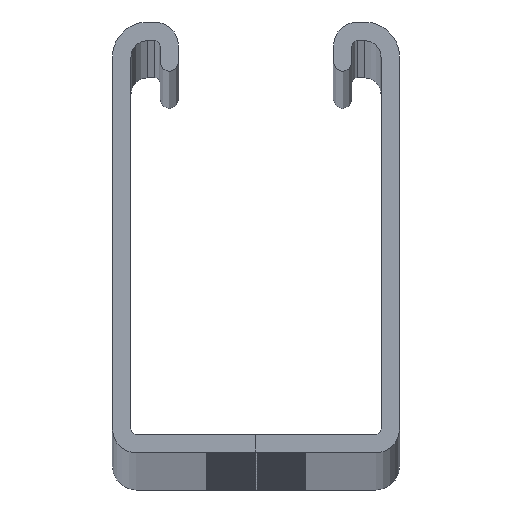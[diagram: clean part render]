
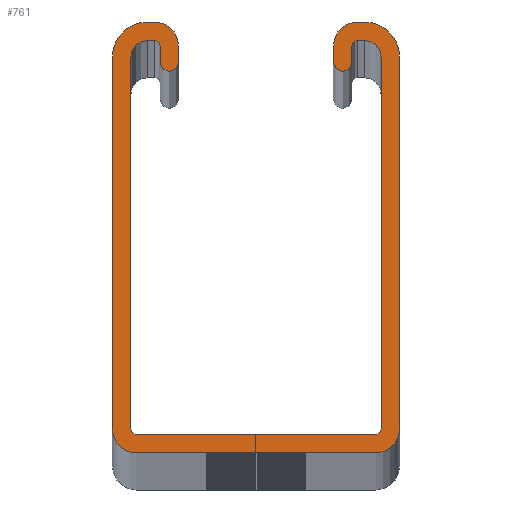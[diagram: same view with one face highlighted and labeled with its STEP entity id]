
A CAD part, top view. The second image highlights one B-rep face of the part: STEP entity #761.
In plain terms, the highlighted planar face has unit normal (0, 0, 1).
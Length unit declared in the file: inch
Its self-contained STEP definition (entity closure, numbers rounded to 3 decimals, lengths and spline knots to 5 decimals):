
#761=ADVANCED_FACE('',(#1732),#1733,.T.);
#1732=FACE_OUTER_BOUND('',#3779,.T.);
#1733=PLANE('',#3780);
#3779=EDGE_LOOP('',(#6570,#6571,#6572,#6573,#6574,#6575,#6576,#6577,#6578,#6579,#6580,#6581,#6582,#6583,#6584,#6585,#6586,#6587,#6588,#6589,#6590,#6591,#6592,#6593,#6594,#6595,#6596,#6597));
#3780=AXIS2_PLACEMENT_3D('',#6598,#6599,#6600);
#6570=ORIENTED_EDGE('',*,*,#9365,.F.);
#6571=ORIENTED_EDGE('',*,*,#9458,.F.);
#6572=ORIENTED_EDGE('',*,*,#9372,.F.);
#6573=ORIENTED_EDGE('',*,*,#9459,.F.);
#6574=ORIENTED_EDGE('',*,*,#9460,.F.);
#6575=ORIENTED_EDGE('',*,*,#8891,.F.);
#6576=ORIENTED_EDGE('',*,*,#9461,.F.);
#6577=ORIENTED_EDGE('',*,*,#9173,.F.);
#6578=ORIENTED_EDGE('',*,*,#8816,.F.);
#6579=ORIENTED_EDGE('',*,*,#9462,.F.);
#6580=ORIENTED_EDGE('',*,*,#9463,.F.);
#6581=ORIENTED_EDGE('',*,*,#9464,.F.);
#6582=ORIENTED_EDGE('',*,*,#9465,.F.);
#6583=ORIENTED_EDGE('',*,*,#8916,.F.);
#6584=ORIENTED_EDGE('',*,*,#8702,.F.);
#6585=ORIENTED_EDGE('',*,*,#9466,.F.);
#6586=ORIENTED_EDGE('',*,*,#9097,.F.);
#6587=ORIENTED_EDGE('',*,*,#9467,.F.);
#6588=ORIENTED_EDGE('',*,*,#9468,.F.);
#6589=ORIENTED_EDGE('',*,*,#9426,.F.);
#6590=ORIENTED_EDGE('',*,*,#9469,.F.);
#6591=ORIENTED_EDGE('',*,*,#9201,.F.);
#6592=ORIENTED_EDGE('',*,*,#9470,.F.);
#6593=ORIENTED_EDGE('',*,*,#9153,.F.);
#6594=ORIENTED_EDGE('',*,*,#9471,.F.);
#6595=ORIENTED_EDGE('',*,*,#9472,.F.);
#6596=ORIENTED_EDGE('',*,*,#9473,.F.);
#6597=ORIENTED_EDGE('',*,*,#9158,.F.);
#6598=CARTESIAN_POINT('',(0.8125,1.11119,120.0));
#6599=DIRECTION('',(0.0,0.0,1.0));
#6600=DIRECTION('',(1.0,0.0,0.0));
#8702=EDGE_CURVE('',#10297,#10298,#10299,.T.);
#8816=EDGE_CURVE('',#10501,#10502,#10503,.T.);
#8891=EDGE_CURVE('',#10636,#10637,#10638,.T.);
#8916=EDGE_CURVE('',#10298,#10681,#10682,.T.);
#9097=EDGE_CURVE('',#10990,#10991,#10992,.T.);
#9153=EDGE_CURVE('',#11080,#11081,#11082,.T.);
#9158=EDGE_CURVE('',#11089,#11090,#11091,.T.);
#9173=EDGE_CURVE('',#10502,#11116,#11117,.T.);
#9201=EDGE_CURVE('',#11158,#11159,#11160,.T.);
#9365=EDGE_CURVE('',#11424,#11089,#11425,.T.);
#9372=EDGE_CURVE('',#11434,#11435,#11436,.T.);
#9426=EDGE_CURVE('',#11512,#11513,#11514,.T.);
#9458=EDGE_CURVE('',#11435,#11424,#11566,.T.);
#9459=EDGE_CURVE('',#11567,#11434,#11568,.T.);
#9460=EDGE_CURVE('',#10637,#11567,#11569,.T.);
#9461=EDGE_CURVE('',#11116,#10636,#11570,.T.);
#9462=EDGE_CURVE('',#11571,#10501,#11572,.T.);
#9463=EDGE_CURVE('',#11573,#11571,#11574,.T.);
#9464=EDGE_CURVE('',#11575,#11573,#11576,.T.);
#9465=EDGE_CURVE('',#10681,#11575,#11577,.T.);
#9466=EDGE_CURVE('',#10991,#10297,#11578,.T.);
#9467=EDGE_CURVE('',#11579,#10990,#11580,.T.);
#9468=EDGE_CURVE('',#11513,#11579,#11581,.T.);
#9469=EDGE_CURVE('',#11159,#11512,#11582,.T.);
#9470=EDGE_CURVE('',#11081,#11158,#11583,.T.);
#9471=EDGE_CURVE('',#11584,#11080,#11585,.T.);
#9472=EDGE_CURVE('',#11586,#11584,#11587,.T.);
#9473=EDGE_CURVE('',#11090,#11586,#11588,.T.);
#10297=VERTEX_POINT('',#12692);
#10298=VERTEX_POINT('',#12693);
#10299=CIRCLE('',#12694,0.19875);
#10501=VERTEX_POINT('',#13041);
#10502=VERTEX_POINT('',#13042);
#10503=CIRCLE('',#13043,0.03125);
#10636=VERTEX_POINT('',#13266);
#10637=VERTEX_POINT('',#13267);
#10638=LINE('',#13268,#13269);
#10681=VERTEX_POINT('',#13347);
#10682=LINE('',#13348,#13349);
#10990=VERTEX_POINT('',#13898);
#10991=VERTEX_POINT('',#13899);
#10992=CIRCLE('',#13900,0.13625);
#11080=VERTEX_POINT('',#14061);
#11081=VERTEX_POINT('',#14062);
#11082=LINE('',#14063,#14064);
#11089=VERTEX_POINT('',#14074);
#11090=VERTEX_POINT('',#14075);
#11091=LINE('',#14076,#14077);
#11116=VERTEX_POINT('',#14121);
#11117=LINE('',#14122,#14123);
#11158=VERTEX_POINT('',#14200);
#11159=VERTEX_POINT('',#14201);
#11160=LINE('',#14202,#14203);
#11424=VERTEX_POINT('',#14677);
#11425=CIRCLE('',#14678,0.09375);
#11434=VERTEX_POINT('',#14691);
#11435=VERTEX_POINT('',#14692);
#11436=CIRCLE('',#14693,0.03125);
#11512=VERTEX_POINT('',#14848);
#11513=VERTEX_POINT('',#14849);
#11514=LINE('',#14850,#14851);
#11566=LINE('',#14939,#14940);
#11567=VERTEX_POINT('',#14941);
#11568=LINE('',#14942,#14943);
#11569=CIRCLE('',#14944,0.03125);
#11570=CIRCLE('',#14945,0.09375);
#11571=VERTEX_POINT('',#14946);
#11572=LINE('',#14947,#14948);
#11573=VERTEX_POINT('',#14949);
#11574=CIRCLE('',#14950,0.0525);
#11575=VERTEX_POINT('',#14951);
#11576=LINE('',#14952,#14953);
#11577=CIRCLE('',#14954,0.13625);
#11578=LINE('',#14955,#14956);
#11579=VERTEX_POINT('',#14957);
#11580=LINE('',#14958,#14959);
#11581=CIRCLE('',#14960,0.13625);
#11582=CIRCLE('',#14961,0.19875);
#11583=CIRCLE('',#14962,0.13625);
#11584=VERTEX_POINT('',#14963);
#11585=CIRCLE('',#14964,0.0525);
#11586=VERTEX_POINT('',#14965);
#11587=LINE('',#14966,#14967);
#11588=CIRCLE('',#14968,0.03125);
#12692=CARTESIAN_POINT('',(0.,2.23875,120.0));
#12693=CARTESIAN_POINT('',(0.19875,2.4375,120.0));
#12694=AXIS2_PLACEMENT_3D('',#16992,#16993,#16994);
#13041=CARTESIAN_POINT('',(0.27,2.30125,120.0));
#13042=CARTESIAN_POINT('',(0.23875,2.3325,120.0));
#13043=AXIS2_PLACEMENT_3D('',#17059,#17060,#17061);
#13266=CARTESIAN_POINT('',(0.105,2.23875,120.0));
#13267=CARTESIAN_POINT('',(0.105,0.13625,120.0));
#13268=CARTESIAN_POINT('',(0.105,0.13625,120.0));
#13269=VECTOR('',#17107,1.0);
#13347=CARTESIAN_POINT('',(0.23875,2.4375,120.0));
#13348=CARTESIAN_POINT('',(0.23875,2.4375,120.0));
#13349=VECTOR('',#17119,1.0);
#13898=CARTESIAN_POINT('',(0.13625,0.0,120.0));
#13899=CARTESIAN_POINT('',(0.,0.13625,120.0));
#13900=AXIS2_PLACEMENT_3D('',#17211,#17212,#17213);
#14061=CARTESIAN_POINT('',(1.25,2.209,120.0));
#14062=CARTESIAN_POINT('',(1.25,2.30125,120.0));
#14063=CARTESIAN_POINT('',(1.25,2.30125,120.0));
#14064=VECTOR('',#17242,1.0);
#14074=CARTESIAN_POINT('',(1.42625,2.3325,120.0));
#14075=CARTESIAN_POINT('',(1.38625,2.3325,120.0));
#14076=CARTESIAN_POINT('',(1.38625,2.3325,120.0));
#14077=VECTOR('',#17246,1.0);
#14121=CARTESIAN_POINT('',(0.19875,2.3325,120.0));
#14122=CARTESIAN_POINT('',(0.19875,2.3325,120.0));
#14123=VECTOR('',#17254,1.0);
#14200=CARTESIAN_POINT('',(1.38625,2.4375,120.0));
#14201=CARTESIAN_POINT('',(1.42625,2.4375,120.0));
#14202=CARTESIAN_POINT('',(1.42625,2.4375,120.0));
#14203=VECTOR('',#17267,1.0);
#14677=CARTESIAN_POINT('',(1.52,2.23875,120.0));
#14678=AXIS2_PLACEMENT_3D('',#17373,#17374,#17375);
#14691=CARTESIAN_POINT('',(1.48875,0.105,120.0));
#14692=CARTESIAN_POINT('',(1.52,0.13625,120.0));
#14693=AXIS2_PLACEMENT_3D('',#17380,#17381,#17382);
#14848=CARTESIAN_POINT('',(1.625,2.23875,120.0));
#14849=CARTESIAN_POINT('',(1.625,0.13625,120.0));
#14850=CARTESIAN_POINT('',(1.625,0.13625,120.0));
#14851=VECTOR('',#17402,1.0);
#14939=CARTESIAN_POINT('',(1.52,2.23875,120.0));
#14940=VECTOR('',#17421,1.0);
#14941=CARTESIAN_POINT('',(0.13625,0.105,120.0));
#14942=CARTESIAN_POINT('',(1.48875,0.105,120.0));
#14943=VECTOR('',#17422,1.0);
#14944=AXIS2_PLACEMENT_3D('',#17423,#17424,#17425);
#14945=AXIS2_PLACEMENT_3D('',#17426,#17427,#17428);
#14946=CARTESIAN_POINT('',(0.27,2.209,120.0));
#14947=CARTESIAN_POINT('',(0.27,2.30125,120.0));
#14948=VECTOR('',#17429,1.0);
#14949=CARTESIAN_POINT('',(0.375,2.209,120.0));
#14950=AXIS2_PLACEMENT_3D('',#17430,#17431,#17432);
#14951=CARTESIAN_POINT('',(0.375,2.30125,120.0));
#14952=CARTESIAN_POINT('',(0.375,2.209,120.0));
#14953=VECTOR('',#17433,1.0);
#14954=AXIS2_PLACEMENT_3D('',#17434,#17435,#17436);
#14955=CARTESIAN_POINT('',(0.,2.23875,120.0));
#14956=VECTOR('',#17437,1.0);
#14957=CARTESIAN_POINT('',(1.48875,0.,120.0));
#14958=CARTESIAN_POINT('',(0.13625,0.0,120.0));
#14959=VECTOR('',#17438,1.0);
#14960=AXIS2_PLACEMENT_3D('',#17439,#17440,#17441);
#14961=AXIS2_PLACEMENT_3D('',#17442,#17443,#17444);
#14962=AXIS2_PLACEMENT_3D('',#17445,#17446,#17447);
#14963=CARTESIAN_POINT('',(1.355,2.209,120.0));
#14964=AXIS2_PLACEMENT_3D('',#17448,#17449,#17450);
#14965=CARTESIAN_POINT('',(1.355,2.30125,120.0));
#14966=CARTESIAN_POINT('',(1.355,2.209,120.0));
#14967=VECTOR('',#17451,1.0);
#14968=AXIS2_PLACEMENT_3D('',#17452,#17453,#17454);
#16992=CARTESIAN_POINT('',(0.19875,2.23875,120.0));
#16993=DIRECTION('',(0.0,0.0,-1.0));
#16994=DIRECTION('',(1.0,0.0,0.0));
#17059=CARTESIAN_POINT('',(0.23875,2.30125,120.0));
#17060=DIRECTION('',(0.0,0.0,1.0));
#17061=DIRECTION('',(1.0,0.0,0.0));
#17107=DIRECTION('',(-0.0,-1.0,-0.0));
#17119=DIRECTION('',(1.0,0.,0.0));
#17211=CARTESIAN_POINT('',(0.13625,0.13625,120.0));
#17212=DIRECTION('',(0.0,0.0,-1.0));
#17213=DIRECTION('',(1.0,0.0,0.0));
#17242=DIRECTION('',(0.,1.0,0.0));
#17246=DIRECTION('',(-1.0,0.,0.0));
#17254=DIRECTION('',(-1.0,0.,-0.0));
#17267=DIRECTION('',(1.0,0.0,0.0));
#17373=CARTESIAN_POINT('',(1.42625,2.23875,120.0));
#17374=DIRECTION('',(0.0,0.0,1.0));
#17375=DIRECTION('',(1.0,0.0,0.0));
#17380=CARTESIAN_POINT('',(1.48875,0.13625,120.0));
#17381=DIRECTION('',(0.0,0.0,1.0));
#17382=DIRECTION('',(1.0,0.0,0.0));
#17402=DIRECTION('',(0.,-1.0,0.0));
#17421=DIRECTION('',(0.0,1.0,0.0));
#17422=DIRECTION('',(1.0,0.0,0.0));
#17423=CARTESIAN_POINT('',(0.13625,0.13625,120.0));
#17424=DIRECTION('',(0.0,0.0,1.0));
#17425=DIRECTION('',(1.0,0.0,0.0));
#17426=CARTESIAN_POINT('',(0.19875,2.23875,120.0));
#17427=DIRECTION('',(0.0,0.0,1.0));
#17428=DIRECTION('',(1.0,0.0,0.0));
#17429=DIRECTION('',(0.,1.0,0.0));
#17430=CARTESIAN_POINT('',(0.3225,2.209,120.0));
#17431=DIRECTION('',(0.0,0.0,-1.0));
#17432=DIRECTION('',(1.0,0.0,0.0));
#17433=DIRECTION('',(0.,-1.0,0.0));
#17434=CARTESIAN_POINT('',(0.23875,2.30125,120.0));
#17435=DIRECTION('',(0.0,0.0,-1.0));
#17436=DIRECTION('',(1.0,0.0,0.0));
#17437=DIRECTION('',(0.,1.0,0.0));
#17438=DIRECTION('',(-1.0,0.,0.0));
#17439=CARTESIAN_POINT('',(1.48875,0.13625,120.0));
#17440=DIRECTION('',(0.0,0.0,-1.0));
#17441=DIRECTION('',(1.0,0.0,0.0));
#17442=CARTESIAN_POINT('',(1.42625,2.23875,120.0));
#17443=DIRECTION('',(0.0,0.0,-1.0));
#17444=DIRECTION('',(1.0,0.0,0.0));
#17445=CARTESIAN_POINT('',(1.38625,2.30125,120.0));
#17446=DIRECTION('',(0.0,0.0,-1.0));
#17447=DIRECTION('',(1.0,0.0,0.0));
#17448=CARTESIAN_POINT('',(1.3025,2.209,120.0));
#17449=DIRECTION('',(0.0,0.0,-1.0));
#17450=DIRECTION('',(1.0,0.0,0.0));
#17451=DIRECTION('',(-0.0,-1.0,-0.0));
#17452=CARTESIAN_POINT('',(1.38625,2.30125,120.0));
#17453=DIRECTION('',(0.0,0.0,1.0));
#17454=DIRECTION('',(1.0,0.0,0.0));
